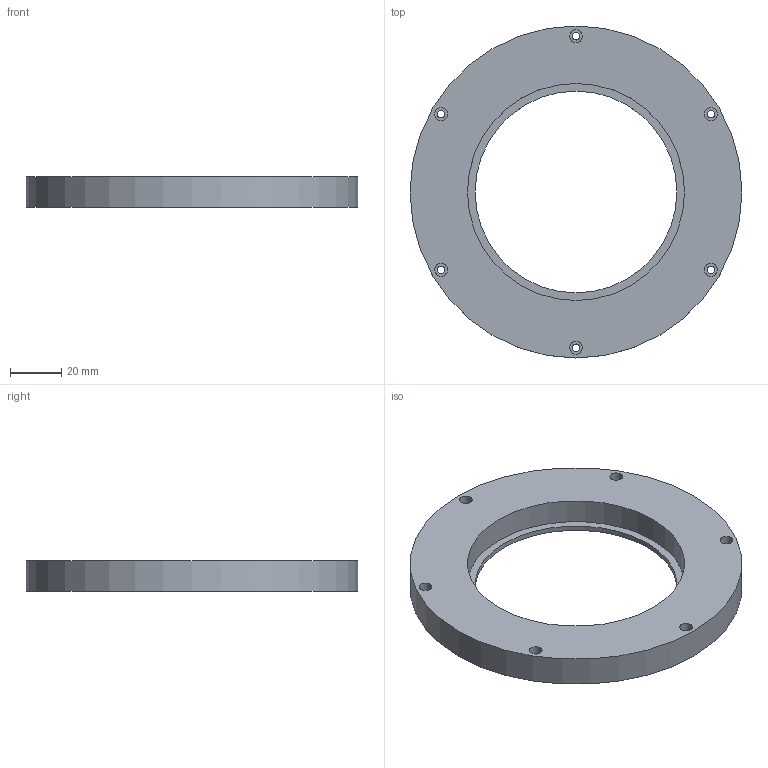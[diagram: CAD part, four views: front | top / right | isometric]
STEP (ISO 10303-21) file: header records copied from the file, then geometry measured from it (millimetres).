
FILE_DESCRIPTION(/* description */ (''),/* implementation_level */ '2;1');
FILE_NAME(/* name */ 'GearboxTop_v1.step',/* time_stamp */ '2023-12-13T12:03:14-06:00',/* author */ (''),/* organization */ (''),/* preprocessor_version */ 'ST-DEVELOPER v20',/* originating_system */ 'Autodesk Translation Framework v12.14.0.127',/* authorisation */ '');
FILE_SCHEMA (('AUTOMOTIVE_DESIGN { 1 0 10303 214 3 1 1 }'));
Length unit declared in the file: millimetre
Products named in the file (1): GearboxTop
Bounding box: 130 x 130 x 12 mm (x, y, z)
Volume: 91844.5 mm3; surface area: 25593 mm2
Topology: 1 solids, 1 shells, 24 faces, 45 edges, 30 vertices
Faces by surface type: cylinder 15, plane 9
Full cylindrical faces by diameter (mm): 3 x6, 5 x6, 79 x1, 85 x1, 130 x1
Entity records: 680 total; most frequent: DIRECTION 125, CARTESIAN_POINT 100, ORIENTED_EDGE 90, AXIS2_PLACEMENT_3D 55, EDGE_LOOP 45, EDGE_CURVE 45, CIRCLE 30, VERTEX_POINT 30
